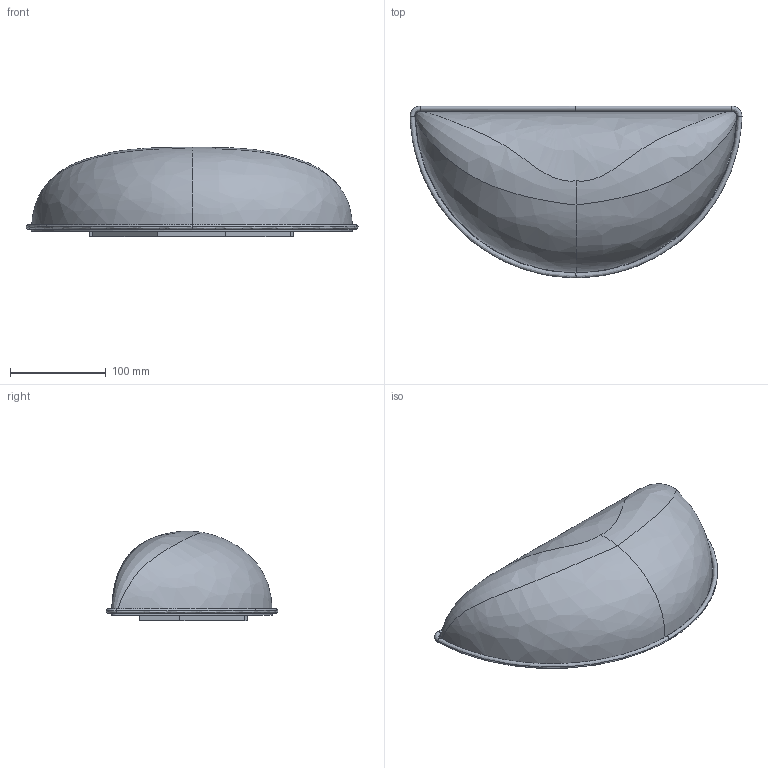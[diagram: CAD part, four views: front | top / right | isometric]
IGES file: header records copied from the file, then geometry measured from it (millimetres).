
Start section: SolidWorks IGES file using analytic representation for surfaces
Global section: file name: ODDRB - Odds & Ends Rainbow.IGS; native system: SolidWorks 2015; preprocessor: SolidWorks 2015; author: Design; date: 190326.183108; units: millimetre
Bounding box: 346.72 x 179.22 x 93.47 mm (x, y, z)
Volume: 2949083.5 mm3; surface area: 156876.2 mm2
Topology: 1 solids, 1 shells, 106 faces, 263 edges, 172 vertices
Faces by surface type: revolution 54, plane 26, bspline 26
